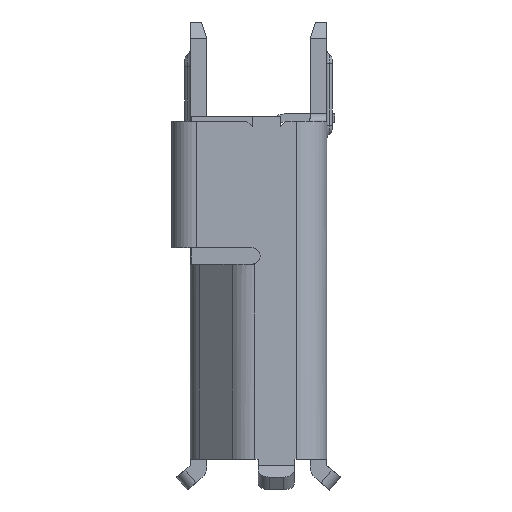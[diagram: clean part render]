
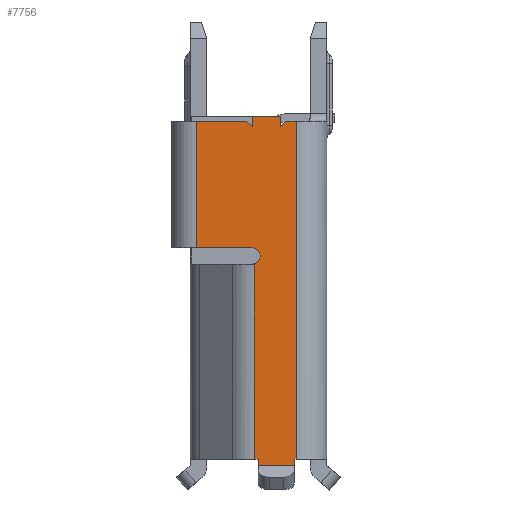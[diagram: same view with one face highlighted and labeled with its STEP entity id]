
A CAD part, left-side view. The second image highlights one B-rep face of the part: STEP entity #7756.
In plain terms, the highlighted planar face has unit normal (-1, 0, 0).
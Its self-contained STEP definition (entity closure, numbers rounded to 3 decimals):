
#344=FACE_OUTER_BOUND('',#757,.T.);
#757=EDGE_LOOP('',(#5747,#5748,#5749,#5750,#5751,#5752,#5753,#5754,#5755,
#5756,#5757,#5758,#5759,#5760,#5761,#5762,#5763));
#1159=CIRCLE('',#8294,0.15);
#1624=LINE('',#12036,#2491);
#1630=LINE('',#12047,#2497);
#1631=LINE('',#12051,#2498);
#1632=LINE('',#12053,#2499);
#1633=LINE('',#12054,#2500);
#1634=LINE('',#12056,#2501);
#1635=LINE('',#12058,#2502);
#1636=LINE('',#12060,#2503);
#1637=LINE('',#12064,#2504);
#1638=LINE('',#12066,#2505);
#1639=LINE('',#12068,#2506);
#1640=LINE('',#12070,#2507);
#1641=LINE('',#12072,#2508);
#1642=LINE('',#12074,#2509);
#1643=LINE('',#12076,#2510);
#1644=LINE('',#12077,#2511);
#2491=VECTOR('',#9519,0.181);
#2497=VECTOR('',#9527,0.141);
#2498=VECTOR('',#9530,0.141);
#2499=VECTOR('',#9531,0.181);
#2500=VECTOR('',#9532,0.5);
#2501=VECTOR('',#9533,0.9);
#2502=VECTOR('',#9534,2.269);
#2503=VECTOR('',#9535,0.989);
#2504=VECTOR('',#9538,3.509);
#2505=VECTOR('',#9539,0.066);
#2506=VECTOR('',#9540,0.119);
#2507=VECTOR('',#9541,0.65);
#2508=VECTOR('',#9542,0.119);
#2509=VECTOR('',#9543,0.03);
#2510=VECTOR('',#9544,6.069);
#2511=VECTOR('',#9545,0.185);
#3390=VERTEX_POINT('',#12033);
#3391=VERTEX_POINT('',#12035);
#3395=VERTEX_POINT('',#12045);
#3396=VERTEX_POINT('',#12049);
#3397=VERTEX_POINT('',#12050);
#3398=VERTEX_POINT('',#12052);
#3399=VERTEX_POINT('',#12055);
#3400=VERTEX_POINT('',#12057);
#3401=VERTEX_POINT('',#12059);
#3402=VERTEX_POINT('',#12061);
#3403=VERTEX_POINT('',#12063);
#3404=VERTEX_POINT('',#12065);
#3405=VERTEX_POINT('',#12067);
#3406=VERTEX_POINT('',#12069);
#3407=VERTEX_POINT('',#12071);
#3408=VERTEX_POINT('',#12073);
#3409=VERTEX_POINT('',#12075);
#4268=EDGE_CURVE('',#3391,#3390,#1624,.T.);
#4274=EDGE_CURVE('',#3390,#3395,#1630,.T.);
#4275=EDGE_CURVE('',#3396,#3397,#1631,.T.);
#4276=EDGE_CURVE('',#3398,#3397,#1632,.T.);
#4277=EDGE_CURVE('',#3391,#3398,#1633,.T.);
#4278=EDGE_CURVE('',#3399,#3395,#1634,.T.);
#4279=EDGE_CURVE('',#3400,#3399,#1635,.T.);
#4280=EDGE_CURVE('',#3401,#3400,#1636,.T.);
#4281=EDGE_CURVE('',#3401,#3402,#1159,.T.);
#4282=EDGE_CURVE('',#3403,#3402,#1637,.T.);
#4283=EDGE_CURVE('',#3403,#3404,#1638,.T.);
#4284=EDGE_CURVE('',#3404,#3405,#1639,.T.);
#4285=EDGE_CURVE('',#3406,#3405,#1640,.T.);
#4286=EDGE_CURVE('',#3407,#3406,#1641,.T.);
#4287=EDGE_CURVE('',#3407,#3408,#1642,.T.);
#4288=EDGE_CURVE('',#3409,#3408,#1643,.T.);
#4289=EDGE_CURVE('',#3396,#3409,#1644,.T.);
#5747=ORIENTED_EDGE('',*,*,#4275,.T.);
#5748=ORIENTED_EDGE('',*,*,#4276,.F.);
#5749=ORIENTED_EDGE('',*,*,#4277,.F.);
#5750=ORIENTED_EDGE('',*,*,#4268,.T.);
#5751=ORIENTED_EDGE('',*,*,#4274,.T.);
#5752=ORIENTED_EDGE('',*,*,#4278,.F.);
#5753=ORIENTED_EDGE('',*,*,#4279,.F.);
#5754=ORIENTED_EDGE('',*,*,#4280,.F.);
#5755=ORIENTED_EDGE('',*,*,#4281,.T.);
#5756=ORIENTED_EDGE('',*,*,#4282,.F.);
#5757=ORIENTED_EDGE('',*,*,#4283,.T.);
#5758=ORIENTED_EDGE('',*,*,#4284,.T.);
#5759=ORIENTED_EDGE('',*,*,#4285,.F.);
#5760=ORIENTED_EDGE('',*,*,#4286,.F.);
#5761=ORIENTED_EDGE('',*,*,#4287,.T.);
#5762=ORIENTED_EDGE('',*,*,#4288,.F.);
#5763=ORIENTED_EDGE('',*,*,#4289,.F.);
#7453=PLANE('',#8293);
#7756=ADVANCED_FACE('',(#344),#7453,.T.);
#8293=AXIS2_PLACEMENT_3D('',#12048,#9528,#9529);
#8294=AXIS2_PLACEMENT_3D('',#12062,#9536,#9537);
#9519=DIRECTION('',(0.,0.,-1.));
#9527=DIRECTION('',(0.,0.707,0.707));
#9528=DIRECTION('center_axis',(-1.,0.,0.));
#9529=DIRECTION('ref_axis',(0.,-1.,0.));
#9530=DIRECTION('',(0.,0.707,-0.707));
#9531=DIRECTION('',(0.,0.,-1.));
#9532=DIRECTION('',(0.,-1.,0.));
#9533=DIRECTION('',(0.,-1.,0.));
#9534=DIRECTION('',(0.,0.,1.));
#9535=DIRECTION('',(0.,1.,0.));
#9536=DIRECTION('center_axis',(1.,0.,0.));
#9537=DIRECTION('ref_axis',(0.,-1.,0.));
#9538=DIRECTION('',(0.,0.,1.));
#9539=DIRECTION('',(0.,-1.,0.));
#9540=DIRECTION('',(0.,0.,-1.));
#9541=DIRECTION('',(0.,1.,0.));
#9542=DIRECTION('',(0.,0.,-1.));
#9543=DIRECTION('',(0.,-1.,0.));
#9544=DIRECTION('',(0.,0.,-1.));
#9545=DIRECTION('',(0.,-1.,0.));
#12033=CARTESIAN_POINT('',(-3.75,0.11,2.419));
#12035=CARTESIAN_POINT('',(-3.75,0.11,2.6));
#12036=CARTESIAN_POINT('',(-3.75,0.11,2.6));
#12045=CARTESIAN_POINT('',(-3.75,0.21,2.519));
#12047=CARTESIAN_POINT('',(-3.75,0.11,2.419));
#12048=CARTESIAN_POINT('Origin',(-3.75,0.922,1.66));
#12049=CARTESIAN_POINT('',(-3.75,-0.49,2.519));
#12050=CARTESIAN_POINT('',(-3.75,-0.39,2.419));
#12051=CARTESIAN_POINT('',(-3.75,-0.49,2.519));
#12052=CARTESIAN_POINT('',(-3.75,-0.39,2.6));
#12053=CARTESIAN_POINT('',(-3.75,-0.39,2.6));
#12054=CARTESIAN_POINT('',(-3.75,0.11,2.6));
#12055=CARTESIAN_POINT('',(-3.75,1.11,2.519));
#12056=CARTESIAN_POINT('',(-3.75,1.11,2.519));
#12057=CARTESIAN_POINT('',(-3.75,1.11,0.25));
#12058=CARTESIAN_POINT('',(-3.75,1.11,0.25));
#12059=CARTESIAN_POINT('',(-3.75,0.121,0.25));
#12060=CARTESIAN_POINT('',(-3.75,0.121,0.25));
#12061=CARTESIAN_POINT('',(-3.75,0.071,-0.041));
#12062=CARTESIAN_POINT('Origin',(-3.75,0.121,0.1));
#12063=CARTESIAN_POINT('',(-3.75,0.071,-3.55));
#12064=CARTESIAN_POINT('',(-3.75,0.071,-3.55));
#12065=CARTESIAN_POINT('',(-3.75,0.005,-3.55));
#12066=CARTESIAN_POINT('',(-3.75,0.071,-3.55));
#12067=CARTESIAN_POINT('',(-3.75,0.005,-3.669));
#12068=CARTESIAN_POINT('',(-3.75,0.005,-3.55));
#12069=CARTESIAN_POINT('',(-3.75,-0.645,-3.669));
#12070=CARTESIAN_POINT('',(-3.75,-0.645,-3.669));
#12071=CARTESIAN_POINT('',(-3.75,-0.645,-3.55));
#12072=CARTESIAN_POINT('',(-3.75,-0.645,-3.55));
#12073=CARTESIAN_POINT('',(-3.75,-0.675,-3.55));
#12074=CARTESIAN_POINT('',(-3.75,-0.645,-3.55));
#12075=CARTESIAN_POINT('',(-3.75,-0.675,2.519));
#12076=CARTESIAN_POINT('',(-3.75,-0.675,2.519));
#12077=CARTESIAN_POINT('',(-3.75,-0.49,2.519));
